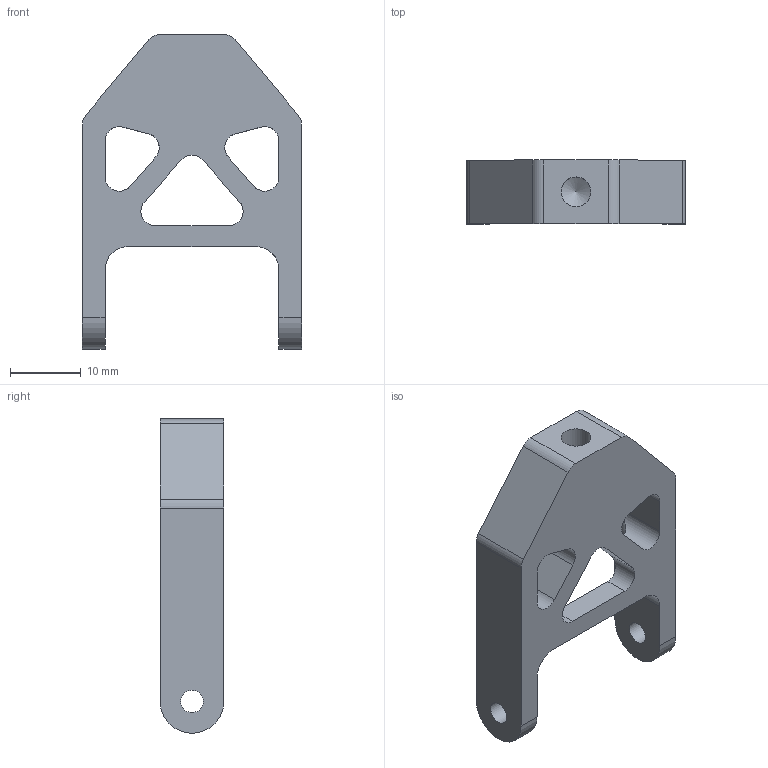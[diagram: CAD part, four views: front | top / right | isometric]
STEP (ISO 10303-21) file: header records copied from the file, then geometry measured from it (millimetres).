
FILE_DESCRIPTION(/* description */ ('STEP AP214'),/* implementation_level */ '2;1');
FILE_NAME(/* name */ '66957d57b3d6787b3fd14076',/* time_stamp */ '2024-07-15T19:49:43Z',/* author */ (''),/* organization */ (''),/* preprocessor_version */ 'ST-DEVELOPER v20',/* originating_system */ ' ',/* authorisation */ ' ');
FILE_SCHEMA (('AUTOMOTIVE_DESIGN {1 0 10303 214 3 1 1}'));
Length unit declared in the file: metre
Products named in the file (1): NR_Joint_Big
Bounding box: 31 x 9 x 44.5 mm (x, y, z)
Volume: 5104.5 mm3; surface area: 3560.2 mm2
Topology: 1 solids, 1 shells, 43 faces, 126 edges, 83 vertices
Faces by surface type: cylinder 24, plane 18, cone 1
Full cylindrical faces by diameter (mm): 3.175 x2, 4.2 x1
Entity records: 1481 total; most frequent: CARTESIAN_POINT 272, DIRECTION 249, ORIENTED_EDGE 242, EDGE_CURVE 121, AXIS2_PLACEMENT_3D 88, VERTEX_POINT 83, LINE 73, VECTOR 73
